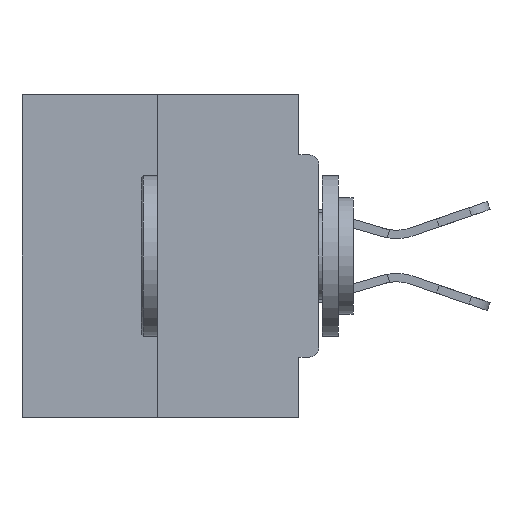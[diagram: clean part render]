
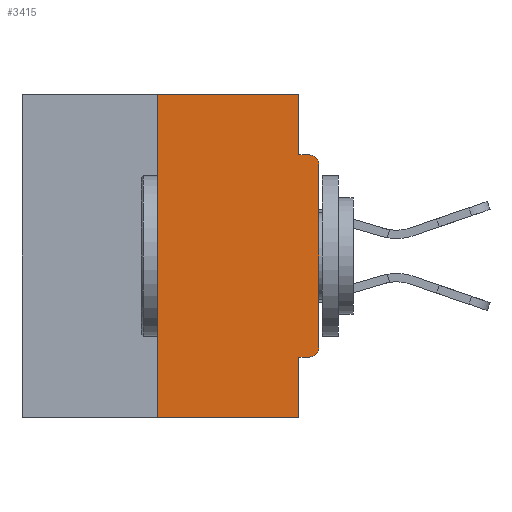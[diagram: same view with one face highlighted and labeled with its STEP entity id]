
A CAD part, left-side view. The second image highlights one B-rep face of the part: STEP entity #3415.
In plain terms, the highlighted planar face has unit normal (-1, 0, 0).
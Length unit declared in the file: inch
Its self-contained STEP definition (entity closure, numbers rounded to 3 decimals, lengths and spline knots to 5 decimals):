
#22 = ORIENTED_EDGE ( 'NONE', *, *, #1234, .T. ) ;
#328 = DIRECTION ( 'NONE',  ( 0., -1., 0. ) ) ;
#716 = LINE ( 'NONE', #928, #12155 ) ;
#928 = CARTESIAN_POINT ( 'NONE',  ( 0., 0., 0. ) ) ;
#1234 = EDGE_CURVE ( 'NONE', #28755, #9326, #716, .T. ) ;
#1605 = ORIENTED_EDGE ( 'NONE', *, *, #14945, .F. ) ;
#2398 = CARTESIAN_POINT ( 'NONE',  ( 0., 0.46, -0.5 ) ) ;
#2816 = ORIENTED_EDGE ( 'NONE', *, *, #13560, .F. ) ;
#3168 = VECTOR ( 'NONE', #29689, 39.37008 ) ;
#3222 = VERTEX_POINT ( 'NONE', #6898 ) ;
#3415 = ADVANCED_FACE ( 'NONE', ( #23488 ), #17817, .F. ) ;
#3457 = CARTESIAN_POINT ( 'NONE',  ( 0., 0.031, -0.5 ) ) ;
#3463 = EDGE_LOOP ( 'NONE', ( #24157, #6762, #6440, #2816, #10166, #12899, #22, #7456, #15459, #1605 ) ) ;
#3607 = CARTESIAN_POINT ( 'NONE',  ( 0., 0.25, 0. ) ) ;
#4089 = LINE ( 'NONE', #3607, #31449 ) ;
#4136 = EDGE_CURVE ( 'NONE', #25728, #6832, #4089, .T. ) ;
#4315 = DIRECTION ( 'NONE',  ( -1., 0., 0. ) ) ;
#4456 = EDGE_CURVE ( 'NONE', #3222, #8008, #15040, .T. ) ;
#5781 = AXIS2_PLACEMENT_3D ( 'NONE', #14792, #34367, #31996 ) ;
#6183 = DIRECTION ( 'NONE',  ( 0., 0., 1. ) ) ;
#6440 = ORIENTED_EDGE ( 'NONE', *, *, #22528, .T. ) ;
#6762 = ORIENTED_EDGE ( 'NONE', *, *, #4136, .F. ) ;
#6832 = VERTEX_POINT ( 'NONE', #12858 ) ;
#6898 = CARTESIAN_POINT ( 'NONE',  ( 0., 0.031, -0.0935 ) ) ;
#6982 = EDGE_CURVE ( 'NONE', #6832, #11358, #8154, .T. ) ;
#7456 = ORIENTED_EDGE ( 'NONE', *, *, #10335, .T. ) ;
#8008 = VERTEX_POINT ( 'NONE', #13753 ) ;
#8154 = LINE ( 'NONE', #22696, #23555 ) ;
#8516 = CARTESIAN_POINT ( 'NONE',  ( 0., 0.031, 0. ) ) ;
#9326 = VERTEX_POINT ( 'NONE', #30299 ) ;
#9391 = DIRECTION ( 'NONE',  ( 0., 0., 1. ) ) ;
#10068 = CARTESIAN_POINT ( 'NONE',  ( 0., 0.015, -0.4065 ) ) ;
#10166 = ORIENTED_EDGE ( 'NONE', *, *, #17098, .F. ) ;
#10286 = DIRECTION ( 'NONE',  ( 0., 0., -1. ) ) ;
#10313 = AXIS2_PLACEMENT_3D ( 'NONE', #18358, #4315, #21757 ) ;
#10335 = EDGE_CURVE ( 'NONE', #9326, #8008, #25094, .T. ) ;
#10359 = CARTESIAN_POINT ( 'NONE',  ( 0., 0.031, -0.4065 ) ) ;
#11358 = VERTEX_POINT ( 'NONE', #14121 ) ;
#12126 = CARTESIAN_POINT ( 'NONE',  ( 0., 0., -0.4065 ) ) ;
#12155 = VECTOR ( 'NONE', #9391, 39.37008 ) ;
#12264 = VECTOR ( 'NONE', #23564, 39.37008 ) ;
#12858 = CARTESIAN_POINT ( 'NONE',  ( 0., 0.25, 0. ) ) ;
#12899 = ORIENTED_EDGE ( 'NONE', *, *, #21266, .T. ) ;
#13325 = LINE ( 'NONE', #8516, #14190 ) ;
#13560 = EDGE_CURVE ( 'NONE', #21829, #19991, #14292, .T. ) ;
#13753 = CARTESIAN_POINT ( 'NONE',  ( 0., 0.015, -0.0935 ) ) ;
#13899 = LINE ( 'NONE', #2398, #27118 ) ;
#14024 = LINE ( 'NONE', #12126, #12264 ) ;
#14121 = CARTESIAN_POINT ( 'NONE',  ( 0., 0.031, 0. ) ) ;
#14190 = VECTOR ( 'NONE', #25394, 39.37008 ) ;
#14292 = LINE ( 'NONE', #3457, #25333 ) ;
#14753 = DIRECTION ( 'NONE',  ( 1., 0., 0. ) ) ;
#14792 = CARTESIAN_POINT ( 'NONE',  ( 0., 0.015, -0.1085 ) ) ;
#14945 = EDGE_CURVE ( 'NONE', #11358, #3222, #13325, .T. ) ;
#15040 = LINE ( 'NONE', #32325, #3168 ) ;
#15459 = ORIENTED_EDGE ( 'NONE', *, *, #4456, .F. ) ;
#15524 = VERTEX_POINT ( 'NONE', #10068 ) ;
#17098 = EDGE_CURVE ( 'NONE', #15524, #21829, #14024, .T. ) ;
#17627 = AXIS2_PLACEMENT_3D ( 'NONE', #31951, #14753, #26199 ) ;
#17817 = PLANE ( 'NONE',  #17627 ) ;
#18358 = CARTESIAN_POINT ( 'NONE',  ( 0., 0.015, -0.3915 ) ) ;
#19991 = VERTEX_POINT ( 'NONE', #30633 ) ;
#21266 = EDGE_CURVE ( 'NONE', #15524, #28755, #22841, .T. ) ;
#21757 = DIRECTION ( 'NONE',  ( 0., 0., -1. ) ) ;
#21829 = VERTEX_POINT ( 'NONE', #10359 ) ;
#22528 = EDGE_CURVE ( 'NONE', #25728, #19991, #13899, .T. ) ;
#22696 = CARTESIAN_POINT ( 'NONE',  ( 0., 0.46, 0. ) ) ;
#22841 = CIRCLE ( 'NONE', #10313, 0.015 ) ;
#23312 = CARTESIAN_POINT ( 'NONE',  ( 0., 0., -0.3915 ) ) ;
#23488 = FACE_OUTER_BOUND ( 'NONE', #3463, .T. ) ;
#23555 = VECTOR ( 'NONE', #328, 39.37008 ) ;
#23564 = DIRECTION ( 'NONE',  ( 0., 1., 0. ) ) ;
#24157 = ORIENTED_EDGE ( 'NONE', *, *, #6982, .F. ) ;
#24781 = DIRECTION ( 'NONE',  ( 0., -1., 0. ) ) ;
#25094 = CIRCLE ( 'NONE', #5781, 0.015 ) ;
#25333 = VECTOR ( 'NONE', #10286, 39.37008 ) ;
#25394 = DIRECTION ( 'NONE',  ( 0., 0., -1. ) ) ;
#25728 = VERTEX_POINT ( 'NONE', #33864 ) ;
#26199 = DIRECTION ( 'NONE',  ( 0., 0., -1. ) ) ;
#27118 = VECTOR ( 'NONE', #24781, 39.37008 ) ;
#28755 = VERTEX_POINT ( 'NONE', #23312 ) ;
#29689 = DIRECTION ( 'NONE',  ( 0., -1., 0. ) ) ;
#30299 = CARTESIAN_POINT ( 'NONE',  ( 0., 0., -0.1085 ) ) ;
#30633 = CARTESIAN_POINT ( 'NONE',  ( 0., 0.031, -0.5 ) ) ;
#31449 = VECTOR ( 'NONE', #6183, 39.37008 ) ;
#31951 = CARTESIAN_POINT ( 'NONE',  ( 0., 0.46, 0. ) ) ;
#31996 = DIRECTION ( 'NONE',  ( 0., 0., -1. ) ) ;
#32325 = CARTESIAN_POINT ( 'NONE',  ( 0., 0., -0.0935 ) ) ;
#33864 = CARTESIAN_POINT ( 'NONE',  ( 0., 0.25, -0.5 ) ) ;
#34367 = DIRECTION ( 'NONE',  ( -1., 0., 0. ) ) ;
